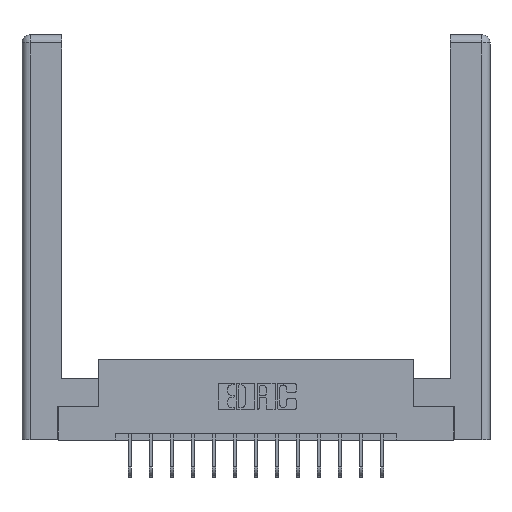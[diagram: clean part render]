
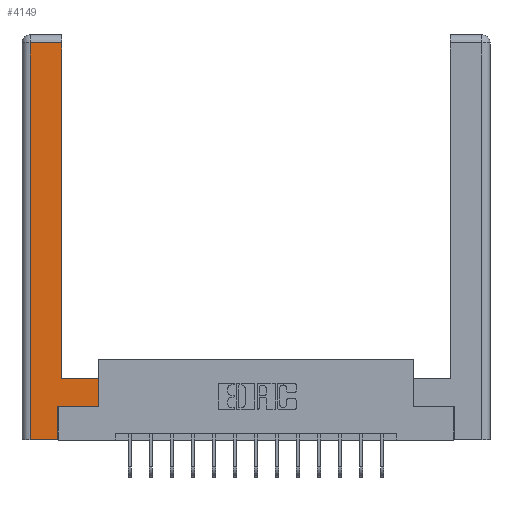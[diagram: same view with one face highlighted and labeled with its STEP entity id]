
A CAD part, top view. The second image highlights one B-rep face of the part: STEP entity #4149.
In plain terms, the highlighted planar face has unit normal (0, 0, 1).
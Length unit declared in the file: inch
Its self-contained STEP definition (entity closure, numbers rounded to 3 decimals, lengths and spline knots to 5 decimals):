
#128 = EDGE_CURVE ( 'NONE', #3455, #12360, #7223, .T. ) ;
#375 = VERTEX_POINT ( 'NONE', #1201 ) ;
#542 = ORIENTED_EDGE ( 'NONE', *, *, #9416, .T. ) ;
#723 = CARTESIAN_POINT ( 'NONE',  ( 0.0615, 0., 0. ) ) ;
#840 = VERTEX_POINT ( 'NONE', #15735 ) ;
#1065 = ORIENTED_EDGE ( 'NONE', *, *, #9512, .T. ) ;
#1100 = AXIS2_PLACEMENT_3D ( 'NONE', #4690, #3349, #2270 ) ;
#1130 = VECTOR ( 'NONE', #4919, 39.37008 ) ;
#1201 = CARTESIAN_POINT ( 'NONE',  ( 0.565, 0.45, 0. ) ) ;
#1622 = VECTOR ( 'NONE', #9721, 39.37008 ) ;
#1695 = EDGE_CURVE ( 'NONE', #12251, #13254, #11689, .T. ) ;
#1743 = CARTESIAN_POINT ( 'NONE',  ( 0.265, 0.245, 0. ) ) ;
#1918 = CARTESIAN_POINT ( 'NONE',  ( 0.265, 0., 0. ) ) ;
#2039 = FACE_OUTER_BOUND ( 'NONE', #15315, .T. ) ;
#2270 = DIRECTION ( 'NONE',  ( -1., 0., 0. ) ) ;
#2706 = CARTESIAN_POINT ( 'NONE',  ( 0.565, 0.245, 0. ) ) ;
#3349 = DIRECTION ( 'NONE',  ( 0., 0., -1. ) ) ;
#3455 = VERTEX_POINT ( 'NONE', #7284 ) ;
#3902 = VECTOR ( 'NONE', #3938, 39.37008 ) ;
#3938 = DIRECTION ( 'NONE',  ( 1., 0., 0. ) ) ;
#4149 = ADVANCED_FACE ( 'NONE', ( #2039 ), #10883, .F. ) ;
#4265 = ORIENTED_EDGE ( 'NONE', *, *, #1695, .T. ) ;
#4644 = DIRECTION ( 'NONE',  ( 0., -1., 0. ) ) ;
#4690 = CARTESIAN_POINT ( 'NONE',  ( 0., 0., 0. ) ) ;
#4696 = CARTESIAN_POINT ( 'NONE',  ( 0.0615, 2.94, 0. ) ) ;
#4919 = DIRECTION ( 'NONE',  ( 0., 1., 0. ) ) ;
#5143 = CARTESIAN_POINT ( 'NONE',  ( 0.295, 3., 0. ) ) ;
#6200 = VERTEX_POINT ( 'NONE', #11049 ) ;
#6848 = VECTOR ( 'NONE', #4644, 39.37008 ) ;
#7223 = LINE ( 'NONE', #9234, #6848 ) ;
#7284 = CARTESIAN_POINT ( 'NONE',  ( 0.0615, 2.94, 0. ) ) ;
#7297 = ORIENTED_EDGE ( 'NONE', *, *, #128, .T. ) ;
#7515 = DIRECTION ( 'NONE',  ( -1., 0., 0. ) ) ;
#8397 = ORIENTED_EDGE ( 'NONE', *, *, #11077, .T. ) ;
#8624 = ORIENTED_EDGE ( 'NONE', *, *, #11281, .T. ) ;
#9234 = CARTESIAN_POINT ( 'NONE',  ( 0.0615, 0., 0. ) ) ;
#9280 = CARTESIAN_POINT ( 'NONE',  ( 0.295, 0.45, 0. ) ) ;
#9416 = EDGE_CURVE ( 'NONE', #11944, #3455, #11600, .T. ) ;
#9512 = EDGE_CURVE ( 'NONE', #12360, #12251, #10392, .T. ) ;
#9721 = DIRECTION ( 'NONE',  ( -1., 0., 0. ) ) ;
#10145 = EDGE_CURVE ( 'NONE', #13254, #6200, #13440, .T. ) ;
#10254 = LINE ( 'NONE', #5143, #13717 ) ;
#10392 = LINE ( 'NONE', #15965, #14075 ) ;
#10801 = LINE ( 'NONE', #12413, #15689 ) ;
#10883 = PLANE ( 'NONE',  #1100 ) ;
#11049 = CARTESIAN_POINT ( 'NONE',  ( 0.565, 0.245, 0. ) ) ;
#11077 = EDGE_CURVE ( 'NONE', #6200, #375, #10801, .T. ) ;
#11281 = EDGE_CURVE ( 'NONE', #840, #11944, #10254, .T. ) ;
#11600 = LINE ( 'NONE', #4696, #1622 ) ;
#11689 = LINE ( 'NONE', #12414, #1130 ) ;
#11944 = VERTEX_POINT ( 'NONE', #14757 ) ;
#12057 = DIRECTION ( 'NONE',  ( 1., 0., 0. ) ) ;
#12159 = VECTOR ( 'NONE', #7515, 39.37008 ) ;
#12251 = VERTEX_POINT ( 'NONE', #1918 ) ;
#12360 = VERTEX_POINT ( 'NONE', #723 ) ;
#12413 = CARTESIAN_POINT ( 'NONE',  ( 0.565, 0.45, 0. ) ) ;
#12414 = CARTESIAN_POINT ( 'NONE',  ( 0.265, 0.245, 0. ) ) ;
#12468 = DIRECTION ( 'NONE',  ( 0., 1., 0. ) ) ;
#12637 = DIRECTION ( 'NONE',  ( 0., 1., 0. ) ) ;
#12645 = EDGE_CURVE ( 'NONE', #375, #840, #13920, .T. ) ;
#13254 = VERTEX_POINT ( 'NONE', #1743 ) ;
#13440 = LINE ( 'NONE', #2706, #3902 ) ;
#13536 = ORIENTED_EDGE ( 'NONE', *, *, #10145, .T. ) ;
#13630 = ORIENTED_EDGE ( 'NONE', *, *, #12645, .T. ) ;
#13717 = VECTOR ( 'NONE', #12637, 39.37008 ) ;
#13920 = LINE ( 'NONE', #9280, #12159 ) ;
#14075 = VECTOR ( 'NONE', #12057, 39.37008 ) ;
#14757 = CARTESIAN_POINT ( 'NONE',  ( 0.295, 2.94, 0. ) ) ;
#15315 = EDGE_LOOP ( 'NONE', ( #8624, #542, #7297, #1065, #4265, #13536, #8397, #13630 ) ) ;
#15689 = VECTOR ( 'NONE', #12468, 39.37008 ) ;
#15735 = CARTESIAN_POINT ( 'NONE',  ( 0.295, 0.45, 0. ) ) ;
#15965 = CARTESIAN_POINT ( 'NONE',  ( 0.265, 0., 0. ) ) ;
